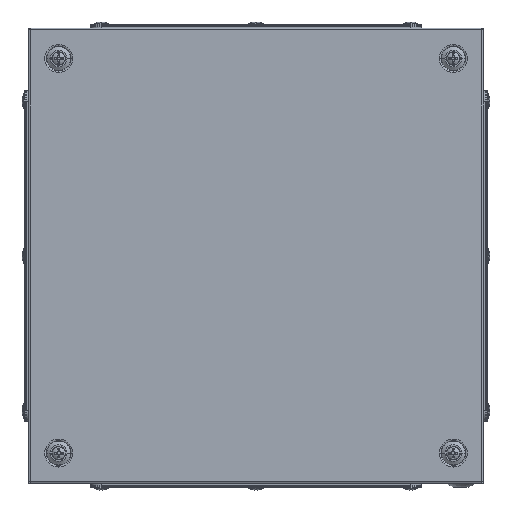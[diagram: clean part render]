
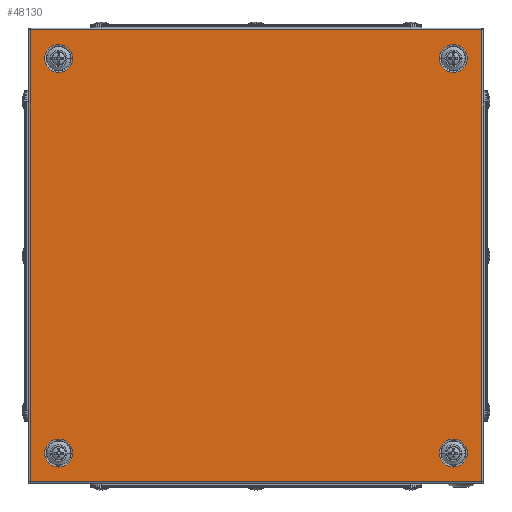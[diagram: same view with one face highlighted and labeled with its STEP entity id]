
A CAD part, top view. The second image highlights one B-rep face of the part: STEP entity #48130.
In plain terms, the highlighted face is planar.
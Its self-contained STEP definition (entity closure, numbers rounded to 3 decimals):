
#20480 = EDGE_LOOP ( 'NONE', ( #45440, #45438 ) ) ;
#20487 = EDGE_LOOP ( 'NONE', ( #45435, #45431, #45415, #45412 ) ) ;
#20498 = EDGE_LOOP ( 'NONE', ( #46211, #46209 ) ) ;
#20499 = EDGE_LOOP ( 'NONE', ( #46205, #46239 ) ) ;
#20568 = EDGE_LOOP ( 'NONE', ( #45444, #45442 ) ) ;
#28057 = AXIS2_PLACEMENT_3D ( 'NONE', #29024, #29028, #29029 ) ;
#29018 = PLANE ( 'NONE',  #28057 ) ;
#29019 = FACE_BOUND ( 'NONE', #20568, .T. ) ;
#29021 = FACE_BOUND ( 'NONE', #20498, .T. ) ;
#29023 = FACE_BOUND ( 'NONE', #20480, .T. ) ;
#29024 = CARTESIAN_POINT ( 'NONE',  ( -149., -149., 0. ) ) ;
#29025 = FACE_OUTER_BOUND ( 'NONE', #20487, .T. ) ;
#29027 = FACE_BOUND ( 'NONE', #20499, .T. ) ;
#29028 = DIRECTION ( 'NONE',  ( 0., 0., 1. ) ) ;
#29029 = DIRECTION ( 'NONE',  ( 1., 0., 0. ) ) ;
#35604 = EDGE_CURVE ( 'NONE', #56476, #56462, #77641, .T. ) ;
#35628 = EDGE_CURVE ( 'NONE', #56174, #56147, #77923, .T. ) ;
#35789 = EDGE_CURVE ( 'NONE', #56505, #56382, #57593, .T. ) ;
#35805 = EDGE_CURVE ( 'NONE', #56271, #56310, #78185, .T. ) ;
#35810 = EDGE_CURVE ( 'NONE', #56462, #56476, #78194, .T. ) ;
#35814 = EDGE_CURVE ( 'NONE', #56456, #56505, #57729, .T. ) ;
#35817 = EDGE_CURVE ( 'NONE', #56382, #56386, #57715, .T. ) ;
#35819 = EDGE_CURVE ( 'NONE', #56147, #56174, #78209, .T. ) ;
#35826 = EDGE_CURVE ( 'NONE', #56386, #56456, #57789, .T. ) ;
#35828 = EDGE_CURVE ( 'NONE', #56423, #56439, #78224, .T. ) ;
#39603 = CIRCLE ( 'NONE', #39606, 9.208 ) ;
#39606 = AXIS2_PLACEMENT_3D ( 'NONE', #41327, #41328, #41329 ) ;
#39645 = CIRCLE ( 'NONE', #39652, 9.208 ) ;
#39652 = AXIS2_PLACEMENT_3D ( 'NONE', #42720, #42722, #42724 ) ;
#41327 = CARTESIAN_POINT ( 'NONE',  ( 130., -130., 0. ) ) ;
#41328 = DIRECTION ( 'NONE',  ( 0., 0., -1. ) ) ;
#41329 = DIRECTION ( 'NONE',  ( 1., 0., 0. ) ) ;
#42720 = CARTESIAN_POINT ( 'NONE',  ( -130., -130., 0. ) ) ;
#42722 = DIRECTION ( 'NONE',  ( 0., 0., 1. ) ) ;
#42724 = DIRECTION ( 'NONE',  ( -1., 0., 0. ) ) ;
#43522 = CARTESIAN_POINT ( 'NONE',  ( -139.208, 130., 0. ) ) ;
#43550 = CARTESIAN_POINT ( 'NONE',  ( -120.792, 130., 0. ) ) ;
#43655 = CARTESIAN_POINT ( 'NONE',  ( 139.208, -130., 0. ) ) ;
#43697 = CARTESIAN_POINT ( 'NONE',  ( 120.792, -130., 0. ) ) ;
#43769 = CARTESIAN_POINT ( 'NONE',  ( -148.9, -148.9, 0. ) ) ;
#43772 = CARTESIAN_POINT ( 'NONE',  ( -148.9, 148.9, 0. ) ) ;
#43813 = CARTESIAN_POINT ( 'NONE',  ( -120.792, -130., 0. ) ) ;
#43828 = CARTESIAN_POINT ( 'NONE',  ( -139.208, -130., 0. ) ) ;
#43848 = CARTESIAN_POINT ( 'NONE',  ( 148.9, 148.9, 0. ) ) ;
#43853 = CARTESIAN_POINT ( 'NONE',  ( 120.792, 130., 0. ) ) ;
#43869 = CARTESIAN_POINT ( 'NONE',  ( 139.208, 130., 0. ) ) ;
#43900 = CARTESIAN_POINT ( 'NONE',  ( 148.9, -148.9, 0. ) ) ;
#45412 = ORIENTED_EDGE ( 'NONE', *, *, #35826, .T. ) ;
#45415 = ORIENTED_EDGE ( 'NONE', *, *, #35817, .T. ) ;
#45431 = ORIENTED_EDGE ( 'NONE', *, *, #35789, .T. ) ;
#45435 = ORIENTED_EDGE ( 'NONE', *, *, #35814, .T. ) ;
#45438 = ORIENTED_EDGE ( 'NONE', *, *, #35810, .T. ) ;
#45440 = ORIENTED_EDGE ( 'NONE', *, *, #35604, .T. ) ;
#45442 = ORIENTED_EDGE ( 'NONE', *, *, #53311, .F. ) ;
#45444 = ORIENTED_EDGE ( 'NONE', *, *, #35805, .F. ) ;
#46205 = ORIENTED_EDGE ( 'NONE', *, *, #35819, .F. ) ;
#46209 = ORIENTED_EDGE ( 'NONE', *, *, #35828, .T. ) ;
#46211 = ORIENTED_EDGE ( 'NONE', *, *, #53337, .T. ) ;
#46239 = ORIENTED_EDGE ( 'NONE', *, *, #35628, .F. ) ;
#48130 = ADVANCED_FACE ( 'NONE', ( #29019, #29023, #29025, #29027, #29021 ), #29018, .F. ) ;
#53311 = EDGE_CURVE ( 'NONE', #56310, #56271, #39603, .T. ) ;
#53337 = EDGE_CURVE ( 'NONE', #56439, #56423, #39645, .T. ) ;
#56147 = VERTEX_POINT ( 'NONE', #43522 ) ;
#56174 = VERTEX_POINT ( 'NONE', #43550 ) ;
#56271 = VERTEX_POINT ( 'NONE', #43655 ) ;
#56310 = VERTEX_POINT ( 'NONE', #43697 ) ;
#56382 = VERTEX_POINT ( 'NONE', #43769 ) ;
#56386 = VERTEX_POINT ( 'NONE', #43772 ) ;
#56423 = VERTEX_POINT ( 'NONE', #43813 ) ;
#56439 = VERTEX_POINT ( 'NONE', #43828 ) ;
#56456 = VERTEX_POINT ( 'NONE', #43848 ) ;
#56462 = VERTEX_POINT ( 'NONE', #43853 ) ;
#56476 = VERTEX_POINT ( 'NONE', #43869 ) ;
#56505 = VERTEX_POINT ( 'NONE', #43900 ) ;
#56740 = CARTESIAN_POINT ( 'NONE',  ( 130., 130., 0. ) ) ;
#56742 = DIRECTION ( 'NONE',  ( 0., 0., 1. ) ) ;
#56744 = DIRECTION ( 'NONE',  ( 1., 0., 0. ) ) ;
#56823 = CARTESIAN_POINT ( 'NONE',  ( -130., 130., 0. ) ) ;
#56825 = DIRECTION ( 'NONE',  ( 0., 0., -1. ) ) ;
#56827 = DIRECTION ( 'NONE',  ( -1., 0., 0. ) ) ;
#57582 = CARTESIAN_POINT ( 'NONE',  ( 149., -148.9, 0. ) ) ;
#57593 = LINE ( 'NONE', #57582, #78159 ) ;
#57605 = DIRECTION ( 'NONE',  ( -1., 0., 0. ) ) ;
#57675 = CARTESIAN_POINT ( 'NONE',  ( -148.9, -148.9, 0. ) ) ;
#57693 = CARTESIAN_POINT ( 'NONE',  ( 130., -130., 0. ) ) ;
#57696 = DIRECTION ( 'NONE',  ( 0., 0., -1. ) ) ;
#57699 = DIRECTION ( 'NONE',  ( 1., 0., 0. ) ) ;
#57715 = LINE ( 'NONE', #57675, #78207 ) ;
#57720 = CARTESIAN_POINT ( 'NONE',  ( 130., 130., 0. ) ) ;
#57723 = DIRECTION ( 'NONE',  ( 0., 0., 1. ) ) ;
#57726 = DIRECTION ( 'NONE',  ( 1., 0., 0. ) ) ;
#57729 = LINE ( 'NONE', #57732, #78189 ) ;
#57732 = CARTESIAN_POINT ( 'NONE',  ( 148.9, 148.9, 0. ) ) ;
#57746 = DIRECTION ( 'NONE',  ( 0., -1., 0. ) ) ;
#57755 = DIRECTION ( 'NONE',  ( 0., 1., 0. ) ) ;
#57767 = CARTESIAN_POINT ( 'NONE',  ( -130., 130., 0. ) ) ;
#57770 = DIRECTION ( 'NONE',  ( 0., 0., -1. ) ) ;
#57773 = DIRECTION ( 'NONE',  ( -1., 0., 0. ) ) ;
#57789 = LINE ( 'NONE', #57792, #78220 ) ;
#57792 = CARTESIAN_POINT ( 'NONE',  ( -149., 148.9, 0. ) ) ;
#57807 = DIRECTION ( 'NONE',  ( 1., 0., 0. ) ) ;
#57820 = CARTESIAN_POINT ( 'NONE',  ( -130., -130., 0. ) ) ;
#57823 = DIRECTION ( 'NONE',  ( 0., 0., 1. ) ) ;
#57826 = DIRECTION ( 'NONE',  ( -1., 0., 0. ) ) ;
#77639 = AXIS2_PLACEMENT_3D ( 'NONE', #56740, #56742, #56744 ) ;
#77641 = CIRCLE ( 'NONE', #77639, 9.208 ) ;
#77923 = CIRCLE ( 'NONE', #77934, 9.208 ) ;
#77934 = AXIS2_PLACEMENT_3D ( 'NONE', #56823, #56825, #56827 ) ;
#78159 = VECTOR ( 'NONE', #57605, 1000. ) ;
#78185 = CIRCLE ( 'NONE', #78192, 9.208 ) ;
#78189 = VECTOR ( 'NONE', #57746, 1000. ) ;
#78192 = AXIS2_PLACEMENT_3D ( 'NONE', #57693, #57696, #57699 ) ;
#78194 = CIRCLE ( 'NONE', #78200, 9.208 ) ;
#78200 = AXIS2_PLACEMENT_3D ( 'NONE', #57720, #57723, #57726 ) ;
#78207 = VECTOR ( 'NONE', #57755, 1000. ) ;
#78209 = CIRCLE ( 'NONE', #78213, 9.208 ) ;
#78213 = AXIS2_PLACEMENT_3D ( 'NONE', #57767, #57770, #57773 ) ;
#78220 = VECTOR ( 'NONE', #57807, 1000. ) ;
#78224 = CIRCLE ( 'NONE', #78228, 9.208 ) ;
#78228 = AXIS2_PLACEMENT_3D ( 'NONE', #57820, #57823, #57826 ) ;
